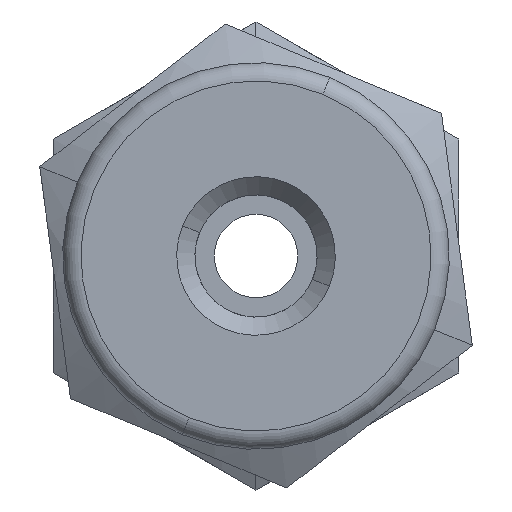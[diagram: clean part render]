
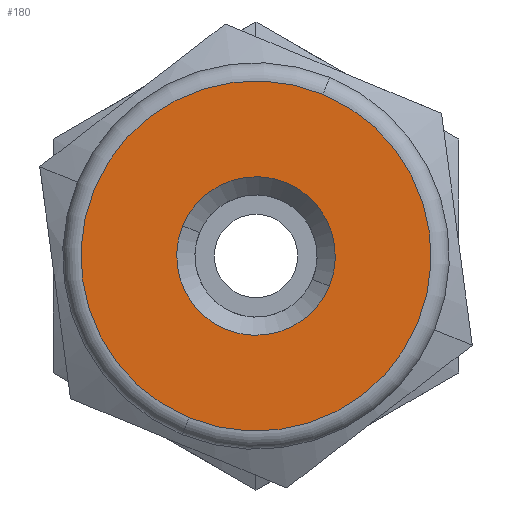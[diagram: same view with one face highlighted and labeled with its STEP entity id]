
A CAD part, left-side view. The second image highlights one B-rep face of the part: STEP entity #180.
In plain terms, the highlighted planar face has unit normal (-1, 0, 0).
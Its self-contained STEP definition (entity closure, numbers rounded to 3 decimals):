
#180=ADVANCED_FACE('',(#397,#398),#399,.T.);
#397=FACE_OUTER_BOUND('',#1063,.T.);
#398=FACE_BOUND('',#1064,.T.);
#399=PLANE('',#1065);
#1063=EDGE_LOOP('',(#1813,#1814));
#1064=EDGE_LOOP('',(#1815,#1816));
#1065=AXIS2_PLACEMENT_3D('',#1817,#1818,#1819);
#1813=ORIENTED_EDGE('',*,*,#2222,.F.);
#1814=ORIENTED_EDGE('',*,*,#2252,.F.);
#1815=ORIENTED_EDGE('',*,*,#2253,.F.);
#1816=ORIENTED_EDGE('',*,*,#2228,.F.);
#1817=CARTESIAN_POINT('',(-17.78,6.344,-2.635));
#1818=DIRECTION('',(-1.0,0.0,0.0));
#1819=DIRECTION('',(0.0,-0.382,0.924));
#2222=EDGE_CURVE('',#2634,#2635,#2636,.T.);
#2228=EDGE_CURVE('',#2643,#2645,#2646,.T.);
#2252=EDGE_CURVE('',#2635,#2634,#2674,.T.);
#2253=EDGE_CURVE('',#2645,#2643,#2675,.T.);
#2634=VERTEX_POINT('',#4014);
#2635=VERTEX_POINT('',#4015);
#2636=CIRCLE('',#4016,4.8);
#2643=VERTEX_POINT('',#4023);
#2645=VERTEX_POINT('',#4026);
#2646=CIRCLE('',#4027,2.175);
#2674=CIRCLE('',#4116,4.8);
#2675=CIRCLE('',#4117,2.175);
#4014=CARTESIAN_POINT('',(-17.78,1.833,-4.436));
#4015=CARTESIAN_POINT('',(-17.78,-1.833,4.436));
#4016=AXIS2_PLACEMENT_3D('',#4594,#4595,#4596);
#4023=CARTESIAN_POINT('',(-17.78,2.01,0.831));
#4026=CARTESIAN_POINT('',(-17.78,-2.01,-0.831));
#4027=AXIS2_PLACEMENT_3D('',#4610,#4611,#4612);
#4116=AXIS2_PLACEMENT_3D('',#4650,#4651,#4652);
#4117=AXIS2_PLACEMENT_3D('',#4653,#4654,#4655);
#4594=CARTESIAN_POINT('',(-17.78,0.,0.));
#4595=DIRECTION('',(1.0,0.0,0.0));
#4596=DIRECTION('',(0.0,0.382,-0.924));
#4610=CARTESIAN_POINT('',(-17.78,0.0,0.0));
#4611=DIRECTION('',(-1.0,-0.0,0.0));
#4612=DIRECTION('',(0.0,-0.924,-0.382));
#4650=CARTESIAN_POINT('',(-17.78,0.,0.));
#4651=DIRECTION('',(1.0,0.0,0.0));
#4652=DIRECTION('',(0.0,0.382,-0.924));
#4653=CARTESIAN_POINT('',(-17.78,0.0,0.0));
#4654=DIRECTION('',(-1.0,-0.0,0.0));
#4655=DIRECTION('',(0.0,-0.924,-0.382));
